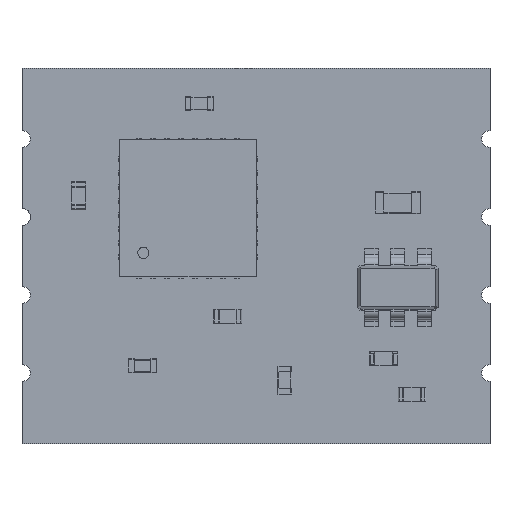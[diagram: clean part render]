
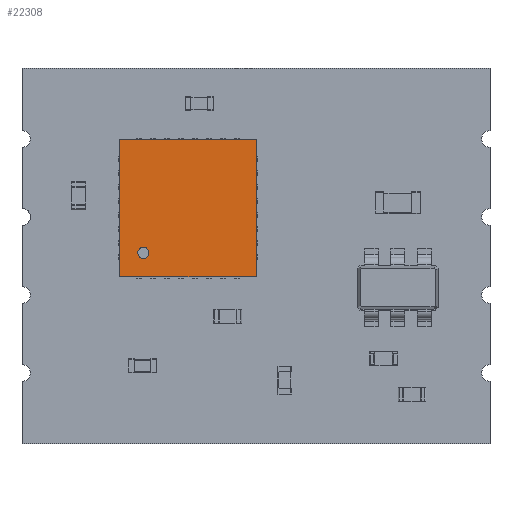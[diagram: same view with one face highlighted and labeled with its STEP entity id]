
A CAD part, top view. The second image highlights one B-rep face of the part: STEP entity #22308.
In plain terms, the highlighted planar face has unit normal (0, 0, 1).
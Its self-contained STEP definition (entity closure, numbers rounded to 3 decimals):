
#8983 = PLANE('',#8984);
#8984 = AXIS2_PLACEMENT_3D('',#8985,#8986,#8987);
#8985 = CARTESIAN_POINT('',(-2.45,2.45,0.1));
#8986 = DIRECTION('',(0.,-1.,0.));
#8987 = DIRECTION('',(0.,0.,1.));
#9011 = PLANE('',#9012);
#9012 = AXIS2_PLACEMENT_3D('',#9013,#9014,#9015);
#9013 = CARTESIAN_POINT('',(-2.45,2.45,0.1));
#9014 = DIRECTION('',(1.,0.,0.));
#9015 = DIRECTION('',(0.,0.,1.));
#9895 = PLANE('',#9896);
#9896 = AXIS2_PLACEMENT_3D('',#9897,#9898,#9899);
#9897 = CARTESIAN_POINT('',(-2.45,-2.45,0.1));
#9898 = DIRECTION('',(0.,-1.,0.));
#9899 = DIRECTION('',(0.,0.,1.));
#10779 = PLANE('',#10780);
#10780 = AXIS2_PLACEMENT_3D('',#10781,#10782,#10783);
#10781 = CARTESIAN_POINT('',(2.45,2.45,0.1));
#10782 = DIRECTION('',(1.,0.,0.));
#10783 = DIRECTION('',(0.,0.,1.));
#12511 = EDGE_CURVE('',#12512,#12514,#12516,.T.);
#12512 = VERTEX_POINT('',#12513);
#12513 = CARTESIAN_POINT('',(-2.45,2.45,1.1));
#12514 = VERTEX_POINT('',#12515);
#12515 = CARTESIAN_POINT('',(2.45,2.45,1.1));
#12516 = SURFACE_CURVE('',#12517,(#12521,#12528),.PCURVE_S1.);
#12517 = LINE('',#12518,#12519);
#12518 = CARTESIAN_POINT('',(-2.45,2.45,1.1));
#12519 = VECTOR('',#12520,1.);
#12520 = DIRECTION('',(1.,0.,0.));
#12521 = PCURVE('',#8983,#12522);
#12522 = DEFINITIONAL_REPRESENTATION('',(#12523),#12527);
#12523 = LINE('',#12524,#12525);
#12524 = CARTESIAN_POINT('',(1.,0.));
#12525 = VECTOR('',#12526,1.);
#12526 = DIRECTION('',(0.,-1.));
#12527 = ( GEOMETRIC_REPRESENTATION_CONTEXT(2) 
PARAMETRIC_REPRESENTATION_CONTEXT() REPRESENTATION_CONTEXT('2D SPACE',''
  ) );
#12528 = PCURVE('',#12529,#12534);
#12529 = PLANE('',#12530);
#12530 = AXIS2_PLACEMENT_3D('',#12531,#12532,#12533);
#12531 = CARTESIAN_POINT('',(-2.45,2.45,1.1));
#12532 = DIRECTION('',(0.,0.,1.));
#12533 = DIRECTION('',(0.,-1.,0.));
#12534 = DEFINITIONAL_REPRESENTATION('',(#12535),#12539);
#12535 = LINE('',#12536,#12537);
#12536 = CARTESIAN_POINT('',(0.,0.));
#12537 = VECTOR('',#12538,1.);
#12538 = DIRECTION('',(0.,1.));
#12539 = ( GEOMETRIC_REPRESENTATION_CONTEXT(2) 
PARAMETRIC_REPRESENTATION_CONTEXT() REPRESENTATION_CONTEXT('2D SPACE',''
  ) );
#13173 = EDGE_CURVE('',#12512,#13174,#13176,.T.);
#13174 = VERTEX_POINT('',#13175);
#13175 = CARTESIAN_POINT('',(-2.45,-2.45,1.1));
#13176 = SURFACE_CURVE('',#13177,(#13181,#13188),.PCURVE_S1.);
#13177 = LINE('',#13178,#13179);
#13178 = CARTESIAN_POINT('',(-2.45,2.45,1.1));
#13179 = VECTOR('',#13180,1.);
#13180 = DIRECTION('',(0.,-1.,0.));
#13181 = PCURVE('',#9011,#13182);
#13182 = DEFINITIONAL_REPRESENTATION('',(#13183),#13187);
#13183 = LINE('',#13184,#13185);
#13184 = CARTESIAN_POINT('',(1.,0.));
#13185 = VECTOR('',#13186,1.);
#13186 = DIRECTION('',(0.,1.));
#13187 = ( GEOMETRIC_REPRESENTATION_CONTEXT(2) 
PARAMETRIC_REPRESENTATION_CONTEXT() REPRESENTATION_CONTEXT('2D SPACE',''
  ) );
#13188 = PCURVE('',#12529,#13189);
#13189 = DEFINITIONAL_REPRESENTATION('',(#13190),#13194);
#13190 = LINE('',#13191,#13192);
#13191 = CARTESIAN_POINT('',(0.,0.));
#13192 = VECTOR('',#13193,1.);
#13193 = DIRECTION('',(1.,0.));
#13194 = ( GEOMETRIC_REPRESENTATION_CONTEXT(2) 
PARAMETRIC_REPRESENTATION_CONTEXT() REPRESENTATION_CONTEXT('2D SPACE',''
  ) );
#17438 = EDGE_CURVE('',#12514,#17439,#17441,.T.);
#17439 = VERTEX_POINT('',#17440);
#17440 = CARTESIAN_POINT('',(2.45,-2.45,1.1));
#17441 = SURFACE_CURVE('',#17442,(#17446,#17453),.PCURVE_S1.);
#17442 = LINE('',#17443,#17444);
#17443 = CARTESIAN_POINT('',(2.45,2.45,1.1));
#17444 = VECTOR('',#17445,1.);
#17445 = DIRECTION('',(0.,-1.,0.));
#17446 = PCURVE('',#10779,#17447);
#17447 = DEFINITIONAL_REPRESENTATION('',(#17448),#17452);
#17448 = LINE('',#17449,#17450);
#17449 = CARTESIAN_POINT('',(1.,0.));
#17450 = VECTOR('',#17451,1.);
#17451 = DIRECTION('',(0.,1.));
#17452 = ( GEOMETRIC_REPRESENTATION_CONTEXT(2) 
PARAMETRIC_REPRESENTATION_CONTEXT() REPRESENTATION_CONTEXT('2D SPACE',''
  ) );
#17453 = PCURVE('',#12529,#17454);
#17454 = DEFINITIONAL_REPRESENTATION('',(#17455),#17459);
#17455 = LINE('',#17456,#17457);
#17456 = CARTESIAN_POINT('',(0.,4.9));
#17457 = VECTOR('',#17458,1.);
#17458 = DIRECTION('',(1.,0.));
#17459 = ( GEOMETRIC_REPRESENTATION_CONTEXT(2) 
PARAMETRIC_REPRESENTATION_CONTEXT() REPRESENTATION_CONTEXT('2D SPACE',''
  ) );
#18069 = EDGE_CURVE('',#13174,#17439,#18070,.T.);
#18070 = SURFACE_CURVE('',#18071,(#18075,#18082),.PCURVE_S1.);
#18071 = LINE('',#18072,#18073);
#18072 = CARTESIAN_POINT('',(-2.45,-2.45,1.1));
#18073 = VECTOR('',#18074,1.);
#18074 = DIRECTION('',(1.,0.,0.));
#18075 = PCURVE('',#9895,#18076);
#18076 = DEFINITIONAL_REPRESENTATION('',(#18077),#18081);
#18077 = LINE('',#18078,#18079);
#18078 = CARTESIAN_POINT('',(1.,0.));
#18079 = VECTOR('',#18080,1.);
#18080 = DIRECTION('',(0.,-1.));
#18081 = ( GEOMETRIC_REPRESENTATION_CONTEXT(2) 
PARAMETRIC_REPRESENTATION_CONTEXT() REPRESENTATION_CONTEXT('2D SPACE',''
  ) );
#18082 = PCURVE('',#12529,#18083);
#18083 = DEFINITIONAL_REPRESENTATION('',(#18084),#18088);
#18084 = LINE('',#18085,#18086);
#18085 = CARTESIAN_POINT('',(4.9,0.));
#18086 = VECTOR('',#18087,1.);
#18087 = DIRECTION('',(0.,1.));
#18088 = ( GEOMETRIC_REPRESENTATION_CONTEXT(2) 
PARAMETRIC_REPRESENTATION_CONTEXT() REPRESENTATION_CONTEXT('2D SPACE',''
  ) );
#22308 = ADVANCED_FACE('',(#22309,#22315),#12529,.T.);
#22309 = FACE_BOUND('',#22310,.T.);
#22310 = EDGE_LOOP('',(#22311,#22312,#22313,#22314));
#22311 = ORIENTED_EDGE('',*,*,#12511,.F.);
#22312 = ORIENTED_EDGE('',*,*,#13173,.T.);
#22313 = ORIENTED_EDGE('',*,*,#18069,.T.);
#22314 = ORIENTED_EDGE('',*,*,#17438,.F.);
#22315 = FACE_BOUND('',#22316,.T.);
#22316 = EDGE_LOOP('',(#22317));
#22317 = ORIENTED_EDGE('',*,*,#22318,.T.);
#22318 = EDGE_CURVE('',#22319,#22319,#22321,.T.);
#22319 = VERTEX_POINT('',#22320);
#22320 = CARTESIAN_POINT('',(-1.6,1.4,1.1));
#22321 = SURFACE_CURVE('',#22322,(#22327,#22338),.PCURVE_S1.);
#22322 = CIRCLE('',#22323,0.2);
#22323 = AXIS2_PLACEMENT_3D('',#22324,#22325,#22326);
#22324 = CARTESIAN_POINT('',(-1.6,1.6,1.1));
#22325 = DIRECTION('',(0.,0.,-1.));
#22326 = DIRECTION('',(0.,-1.,0.));
#22327 = PCURVE('',#12529,#22328);
#22328 = DEFINITIONAL_REPRESENTATION('',(#22329),#22337);
#22329 = ( BOUNDED_CURVE() B_SPLINE_CURVE(2,(#22330,#22331,#22332,#22333
    ,#22334,#22335,#22336),.UNSPECIFIED.,.T.,.F.) 
B_SPLINE_CURVE_WITH_KNOTS((1,2,2,2,2,1),(-2.094,0.,
    2.094,4.189,6.283,8.378),
.UNSPECIFIED.) CURVE() GEOMETRIC_REPRESENTATION_ITEM() 
RATIONAL_B_SPLINE_CURVE((1.,0.5,1.,0.5,1.,0.5,1.)) REPRESENTATION_ITEM(
  '') );
#22330 = CARTESIAN_POINT('',(1.05,0.85));
#22331 = CARTESIAN_POINT('',(1.05,0.504));
#22332 = CARTESIAN_POINT('',(0.75,0.677));
#22333 = CARTESIAN_POINT('',(0.45,0.85));
#22334 = CARTESIAN_POINT('',(0.75,1.023));
#22335 = CARTESIAN_POINT('',(1.05,1.196));
#22336 = CARTESIAN_POINT('',(1.05,0.85));
#22337 = ( GEOMETRIC_REPRESENTATION_CONTEXT(2) 
PARAMETRIC_REPRESENTATION_CONTEXT() REPRESENTATION_CONTEXT('2D SPACE',''
  ) );
#22338 = PCURVE('',#22339,#22344);
#22339 = CYLINDRICAL_SURFACE('',#22340,0.2);
#22340 = AXIS2_PLACEMENT_3D('',#22341,#22342,#22343);
#22341 = CARTESIAN_POINT('',(-1.6,1.6,1.2));
#22342 = DIRECTION('',(0.,0.,-1.));
#22343 = DIRECTION('',(0.,-1.,0.));
#22344 = DEFINITIONAL_REPRESENTATION('',(#22345),#22349);
#22345 = LINE('',#22346,#22347);
#22346 = CARTESIAN_POINT('',(0.,0.1));
#22347 = VECTOR('',#22348,1.);
#22348 = DIRECTION('',(1.,0.));
#22349 = ( GEOMETRIC_REPRESENTATION_CONTEXT(2) 
PARAMETRIC_REPRESENTATION_CONTEXT() REPRESENTATION_CONTEXT('2D SPACE',''
  ) );
